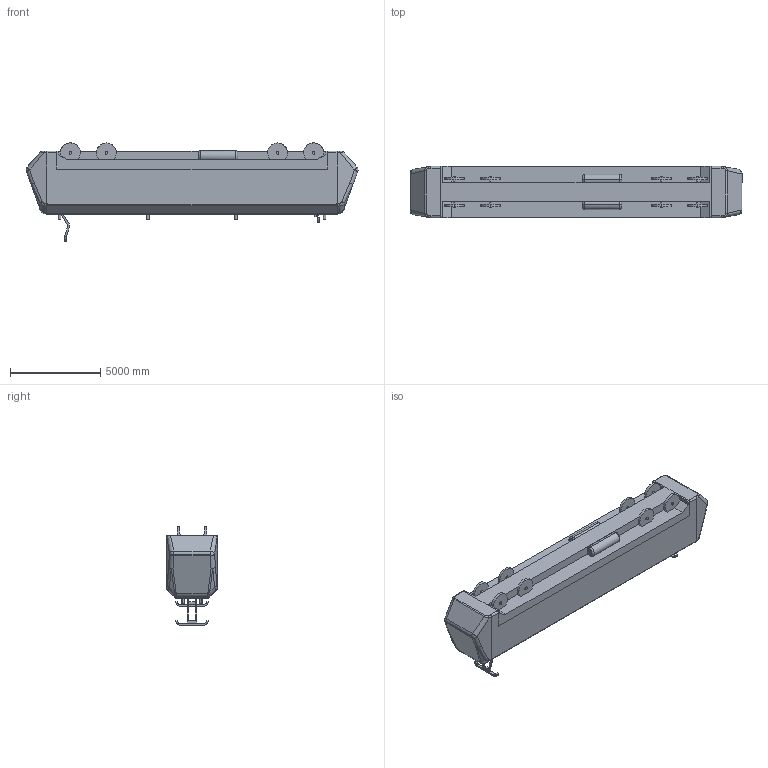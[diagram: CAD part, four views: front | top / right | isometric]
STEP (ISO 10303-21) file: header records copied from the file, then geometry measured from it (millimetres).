
FILE_DESCRIPTION (( 'STEP AP214' ), '1' );
FILE_NAME ('Locomotive_versionA_MoreDetailed.STEP', '2024-03-20T10:29:07', ( '' ), ( '' ), 'SwSTEP 2.0', 'SolidWorks 2022', '' );
FILE_SCHEMA (( 'AUTOMOTIVE_DESIGN' ));
Length unit declared in the file: millimetre
Products named in the file (1): Locomotive_versionA_MoreDetailed
Bounding box: 18428.03 x 2850 x 5450 mm (x, y, z)
Surface area: 248883014.5 mm2 (no closed solid volume)
Topology: 0 solids, 3 shells, 340 faces, 870 edges, 524 vertices
Faces by surface type: cylinder 134, plane 116, bspline 48, sphere 22, torus 12, cone 8
Entity records: 31662 total; most frequent: CARTESIAN_POINT 21811, ORIENTED_EDGE 1648, EDGE_CURVE 840, B_SPLINE_CURVE_WITH_KNOTS 795, DIRECTION 586, VERTEX_POINT 524, EDGE_LOOP 382, UNCERTAINTY_MEASURE_WITH_UNIT 342
